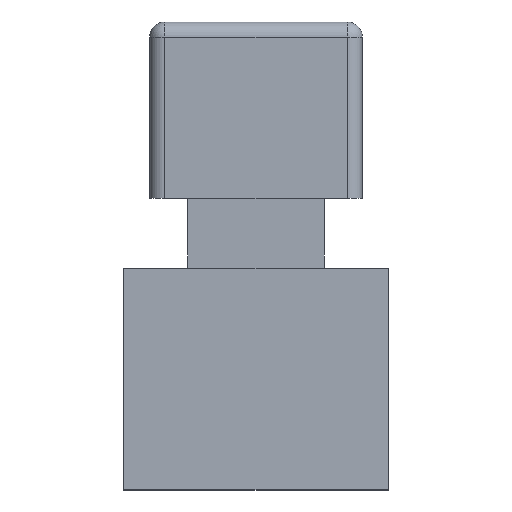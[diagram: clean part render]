
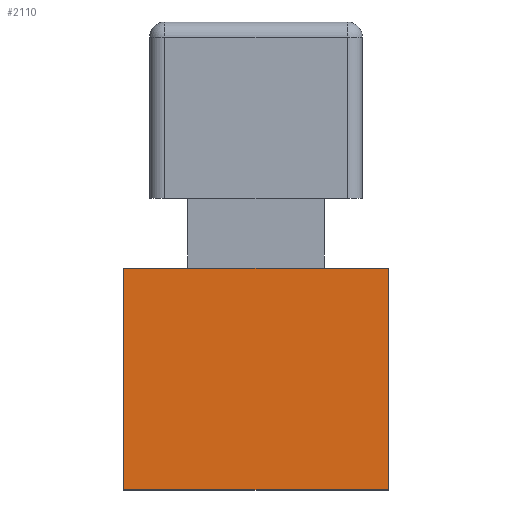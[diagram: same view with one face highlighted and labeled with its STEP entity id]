
A CAD part, front view. The second image highlights one B-rep face of the part: STEP entity #2110.
In plain terms, the highlighted planar face has unit normal (0, -1, 0).
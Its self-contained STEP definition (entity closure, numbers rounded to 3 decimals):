
#1997 = VERTEX_POINT('',#1998);
#1998 = CARTESIAN_POINT('',(-4.35,-3.75,
    0.));
#2005 = PLANE('',#2006);
#2006 = AXIS2_PLACEMENT_3D('',#2007,#2008,#2009);
#2007 = CARTESIAN_POINT('',(-4.35,3.75,
    7.3));
#2008 = DIRECTION('',(1.,0.,0.));
#2009 = DIRECTION('',(0.,1.,0.));
#2017 = PLANE('',#2018);
#2018 = AXIS2_PLACEMENT_3D('',#2019,#2020,#2021);
#2019 = CARTESIAN_POINT('',(0.,0.,
    0.));
#2020 = DIRECTION('',(0.,0.,-1.));
#2021 = DIRECTION('',(0.,1.,0.));
#2029 = EDGE_CURVE('',#2030,#1997,#2032,.T.);
#2030 = VERTEX_POINT('',#2031);
#2031 = CARTESIAN_POINT('',(-4.35,-3.75,
    7.3));
#2032 = SURFACE_CURVE('',#2033,(#2037,#2044),.PCURVE_S1.);
#2033 = LINE('',#2034,#2035);
#2034 = CARTESIAN_POINT('',(-4.35,-3.75,
    7.3));
#2035 = VECTOR('',#2036,1.);
#2036 = DIRECTION('',(0.,0.,-1.));
#2037 = PCURVE('',#2005,#2038);
#2038 = DEFINITIONAL_REPRESENTATION('',(#2039),#2043);
#2039 = LINE('',#2040,#2041);
#2040 = CARTESIAN_POINT('',(-7.5,0.));
#2041 = VECTOR('',#2042,1.);
#2042 = DIRECTION('',(0.,-1.));
#2043 = ( GEOMETRIC_REPRESENTATION_CONTEXT(2) 
PARAMETRIC_REPRESENTATION_CONTEXT() REPRESENTATION_CONTEXT('2D SPACE',''
  ) );
#2044 = PCURVE('',#2045,#2050);
#2045 = PLANE('',#2046);
#2046 = AXIS2_PLACEMENT_3D('',#2047,#2048,#2049);
#2047 = CARTESIAN_POINT('',(4.35,-3.75,
    7.3));
#2048 = DIRECTION('',(0.,1.,0.));
#2049 = DIRECTION('',(-1.,0.,0.));
#2050 = DEFINITIONAL_REPRESENTATION('',(#2051),#2055);
#2051 = LINE('',#2052,#2053);
#2052 = CARTESIAN_POINT('',(8.7,0.));
#2053 = VECTOR('',#2054,1.);
#2054 = DIRECTION('',(0.,-1.));
#2055 = ( GEOMETRIC_REPRESENTATION_CONTEXT(2) 
PARAMETRIC_REPRESENTATION_CONTEXT() REPRESENTATION_CONTEXT('2D SPACE',''
  ) );
#2073 = PLANE('',#2074);
#2074 = AXIS2_PLACEMENT_3D('',#2075,#2076,#2077);
#2075 = CARTESIAN_POINT('',(0.,0.,
    7.3));
#2076 = DIRECTION('',(0.,0.,-1.));
#2077 = DIRECTION('',(0.,1.,0.));
#2110 = ADVANCED_FACE('',(#2111),#2045,.F.);
#2111 = FACE_BOUND('',#2112,.T.);
#2112 = EDGE_LOOP('',(#2113,#2136,#2164,#2185));
#2113 = ORIENTED_EDGE('',*,*,#2114,.T.);
#2114 = EDGE_CURVE('',#1997,#2115,#2117,.T.);
#2115 = VERTEX_POINT('',#2116);
#2116 = CARTESIAN_POINT('',(4.35,-3.75,
    0.));
#2117 = SURFACE_CURVE('',#2118,(#2122,#2129),.PCURVE_S1.);
#2118 = LINE('',#2119,#2120);
#2119 = CARTESIAN_POINT('',(4.35,-3.75,
    0.));
#2120 = VECTOR('',#2121,1.);
#2121 = DIRECTION('',(1.,0.,0.));
#2122 = PCURVE('',#2045,#2123);
#2123 = DEFINITIONAL_REPRESENTATION('',(#2124),#2128);
#2124 = LINE('',#2125,#2126);
#2125 = CARTESIAN_POINT('',(0.,-7.3));
#2126 = VECTOR('',#2127,1.);
#2127 = DIRECTION('',(-1.,0.));
#2128 = ( GEOMETRIC_REPRESENTATION_CONTEXT(2) 
PARAMETRIC_REPRESENTATION_CONTEXT() REPRESENTATION_CONTEXT('2D SPACE',''
  ) );
#2129 = PCURVE('',#2017,#2130);
#2130 = DEFINITIONAL_REPRESENTATION('',(#2131),#2135);
#2131 = LINE('',#2132,#2133);
#2132 = CARTESIAN_POINT('',(-3.75,4.35));
#2133 = VECTOR('',#2134,1.);
#2134 = DIRECTION('',(0.,1.));
#2135 = ( GEOMETRIC_REPRESENTATION_CONTEXT(2) 
PARAMETRIC_REPRESENTATION_CONTEXT() REPRESENTATION_CONTEXT('2D SPACE',''
  ) );
#2136 = ORIENTED_EDGE('',*,*,#2137,.F.);
#2137 = EDGE_CURVE('',#2138,#2115,#2140,.T.);
#2138 = VERTEX_POINT('',#2139);
#2139 = CARTESIAN_POINT('',(4.35,-3.75,
    7.3));
#2140 = SURFACE_CURVE('',#2141,(#2145,#2152),.PCURVE_S1.);
#2141 = LINE('',#2142,#2143);
#2142 = CARTESIAN_POINT('',(4.35,-3.75,
    7.3));
#2143 = VECTOR('',#2144,1.);
#2144 = DIRECTION('',(0.,0.,-1.));
#2145 = PCURVE('',#2045,#2146);
#2146 = DEFINITIONAL_REPRESENTATION('',(#2147),#2151);
#2147 = LINE('',#2148,#2149);
#2148 = CARTESIAN_POINT('',(0.,0.));
#2149 = VECTOR('',#2150,1.);
#2150 = DIRECTION('',(0.,-1.));
#2151 = ( GEOMETRIC_REPRESENTATION_CONTEXT(2) 
PARAMETRIC_REPRESENTATION_CONTEXT() REPRESENTATION_CONTEXT('2D SPACE',''
  ) );
#2152 = PCURVE('',#2153,#2158);
#2153 = PLANE('',#2154);
#2154 = AXIS2_PLACEMENT_3D('',#2155,#2156,#2157);
#2155 = CARTESIAN_POINT('',(4.35,3.75,7.3
    ));
#2156 = DIRECTION('',(-1.,0.,0.));
#2157 = DIRECTION('',(0.,-1.,0.));
#2158 = DEFINITIONAL_REPRESENTATION('',(#2159),#2163);
#2159 = LINE('',#2160,#2161);
#2160 = CARTESIAN_POINT('',(7.5,0.));
#2161 = VECTOR('',#2162,1.);
#2162 = DIRECTION('',(0.,-1.));
#2163 = ( GEOMETRIC_REPRESENTATION_CONTEXT(2) 
PARAMETRIC_REPRESENTATION_CONTEXT() REPRESENTATION_CONTEXT('2D SPACE',''
  ) );
#2164 = ORIENTED_EDGE('',*,*,#2165,.F.);
#2165 = EDGE_CURVE('',#2030,#2138,#2166,.T.);
#2166 = SURFACE_CURVE('',#2167,(#2171,#2178),.PCURVE_S1.);
#2167 = LINE('',#2168,#2169);
#2168 = CARTESIAN_POINT('',(4.35,-3.75,
    7.3));
#2169 = VECTOR('',#2170,1.);
#2170 = DIRECTION('',(1.,0.,0.));
#2171 = PCURVE('',#2045,#2172);
#2172 = DEFINITIONAL_REPRESENTATION('',(#2173),#2177);
#2173 = LINE('',#2174,#2175);
#2174 = CARTESIAN_POINT('',(0.,0.));
#2175 = VECTOR('',#2176,1.);
#2176 = DIRECTION('',(-1.,0.));
#2177 = ( GEOMETRIC_REPRESENTATION_CONTEXT(2) 
PARAMETRIC_REPRESENTATION_CONTEXT() REPRESENTATION_CONTEXT('2D SPACE',''
  ) );
#2178 = PCURVE('',#2073,#2179);
#2179 = DEFINITIONAL_REPRESENTATION('',(#2180),#2184);
#2180 = LINE('',#2181,#2182);
#2181 = CARTESIAN_POINT('',(-3.75,4.35));
#2182 = VECTOR('',#2183,1.);
#2183 = DIRECTION('',(0.,1.));
#2184 = ( GEOMETRIC_REPRESENTATION_CONTEXT(2) 
PARAMETRIC_REPRESENTATION_CONTEXT() REPRESENTATION_CONTEXT('2D SPACE',''
  ) );
#2185 = ORIENTED_EDGE('',*,*,#2029,.T.);
